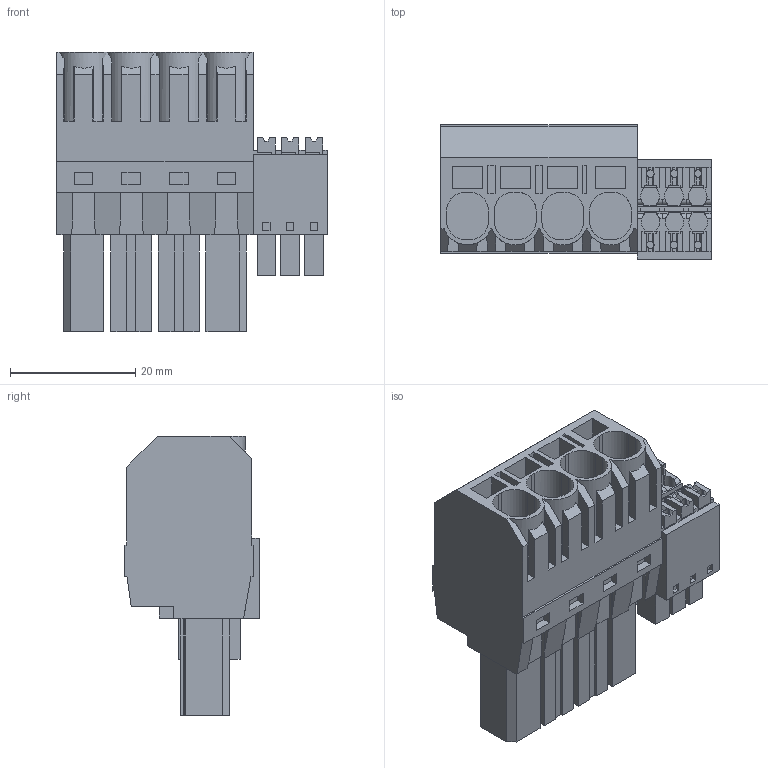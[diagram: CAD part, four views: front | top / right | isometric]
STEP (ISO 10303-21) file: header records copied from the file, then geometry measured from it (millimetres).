
FILE_DESCRIPTION(('CATIA V5 STEP Exchange','CAx-IF Rec.Pracs.--- Model Styling and Organization---1.4--- 2014-01-23'),'2;1');
FILE_NAME ('D1448288_1_1080440000_1080440000.stp','2023-09-07T12:49:19+00:00',('none'),('Weidmueller'),'CATIA Version 5-6 Release 2016 SP3 HF44','CATIA V5 STEP AP214','none');
FILE_SCHEMA(('AUTOMOTIVE_DESIGN { 1 0 10303 214 1 1 1 1 }'));
Length unit declared in the file: millimetre
Products named in the file (1): 1080440000
Bounding box: 43.22 x 21.53 x 44.7 mm (x, y, z)
Volume: 20212.9 mm3; surface area: 10222.9 mm2
Topology: 7 solids, 7 shells, 716 faces, 2006 edges, 1343 vertices
Faces by surface type: plane 642, cylinder 74
Entity records: 21745 total; most frequent: CARTESIAN_POINT 4349, ORIENTED_EDGE 4012, DIRECTION 2860, EDGE_CURVE 2006, VECTOR 1780, LINE 1780, VERTEX_POINT 1343, EDGE_LOOP 767
